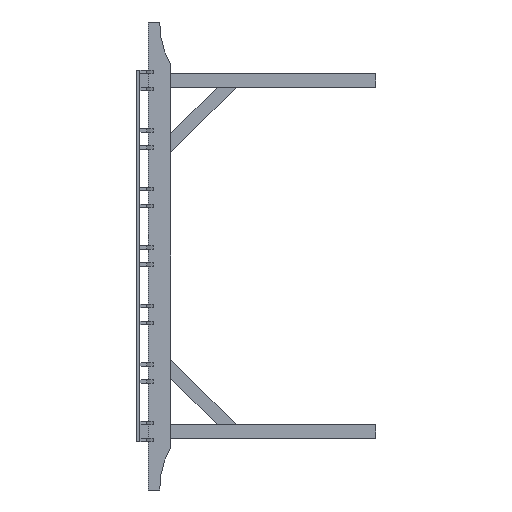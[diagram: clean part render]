
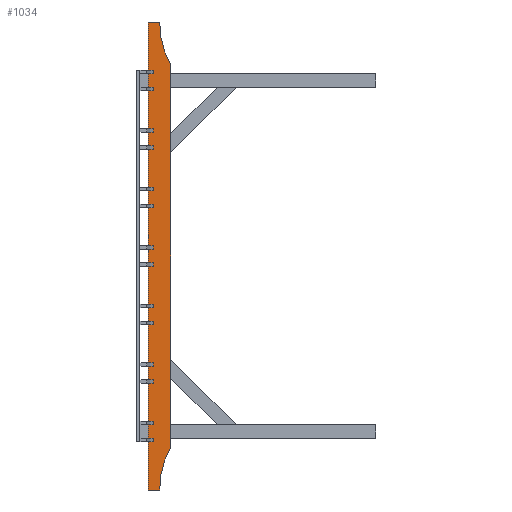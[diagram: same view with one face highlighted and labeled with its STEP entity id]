
A CAD part, left-side view. The second image highlights one B-rep face of the part: STEP entity #1034.
In plain terms, the highlighted planar face has unit normal (-1, 0, 0).
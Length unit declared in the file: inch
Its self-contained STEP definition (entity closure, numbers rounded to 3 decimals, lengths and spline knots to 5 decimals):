
#184=CIRCLE('',#1090,37.33953);
#185=CIRCLE('',#1092,37.33953);
#224=FACE_OUTER_BOUND('',#274,.T.);
#274=EDGE_LOOP('',(#775,#776,#777,#778,#779,#780));
#331=LINE('',#1561,#443);
#334=LINE('',#1566,#446);
#335=LINE('',#1568,#447);
#336=LINE('',#1569,#448);
#443=VECTOR('',#1233,4.625);
#446=VECTOR('',#1238,156.);
#447=VECTOR('',#1239,4.625);
#448=VECTOR('',#1240,192.);
#549=VERTEX_POINT('',#1545);
#550=VERTEX_POINT('',#1547);
#551=VERTEX_POINT('',#1551);
#552=VERTEX_POINT('',#1552);
#555=VERTEX_POINT('',#1560);
#557=VERTEX_POINT('',#1567);
#633=EDGE_CURVE('',#550,#549,#184,.T.);
#635=EDGE_CURVE('',#551,#552,#185,.T.);
#639=EDGE_CURVE('',#550,#555,#331,.T.);
#642=EDGE_CURVE('',#549,#551,#334,.T.);
#643=EDGE_CURVE('',#557,#552,#335,.T.);
#644=EDGE_CURVE('',#555,#557,#336,.T.);
#775=ORIENTED_EDGE('',*,*,#633,.T.);
#776=ORIENTED_EDGE('',*,*,#642,.T.);
#777=ORIENTED_EDGE('',*,*,#635,.T.);
#778=ORIENTED_EDGE('',*,*,#643,.F.);
#779=ORIENTED_EDGE('',*,*,#644,.F.);
#780=ORIENTED_EDGE('',*,*,#639,.F.);
#986=PLANE('',#1095);
#1034=ADVANCED_FACE('',(#224),#986,.T.);
#1090=AXIS2_PLACEMENT_3D('',#1548,#1220,#1221);
#1092=AXIS2_PLACEMENT_3D('',#1553,#1225,#1226);
#1095=AXIS2_PLACEMENT_3D('',#1565,#1236,#1237);
#1220=DIRECTION('center_axis',(1.,0.,0.));
#1221=DIRECTION('ref_axis',(0.,1.,0.));
#1225=DIRECTION('center_axis',(1.,0.,0.));
#1226=DIRECTION('ref_axis',(0.,0.876,-0.482));
#1233=DIRECTION('',(0.,1.,0.));
#1236=DIRECTION('center_axis',(-1.,0.,0.));
#1237=DIRECTION('ref_axis',(0.,-1.,0.));
#1238=DIRECTION('',(0.,0.,1.));
#1239=DIRECTION('',(0.,-1.,0.));
#1240=DIRECTION('',(0.,0.,1.));
#1545=CARTESIAN_POINT('',(0.,-9.25,18.));
#1547=CARTESIAN_POINT('',(0.,-4.625,0.));
#1548=CARTESIAN_POINT('Origin',(0.,-41.96453,0.));
#1551=CARTESIAN_POINT('',(0.,-9.25,174.));
#1552=CARTESIAN_POINT('',(0.,-4.625,192.));
#1553=CARTESIAN_POINT('Origin',(0.,-41.96453,192.));
#1560=CARTESIAN_POINT('',(0.,0.,0.));
#1561=CARTESIAN_POINT('',(0.,-9.25,0.));
#1565=CARTESIAN_POINT('Origin',(0.,0.,0.));
#1566=CARTESIAN_POINT('',(0.,-9.25,0.));
#1567=CARTESIAN_POINT('',(0.,0.,192.));
#1568=CARTESIAN_POINT('',(0.,-9.25,192.));
#1569=CARTESIAN_POINT('',(0.,0.,0.));
